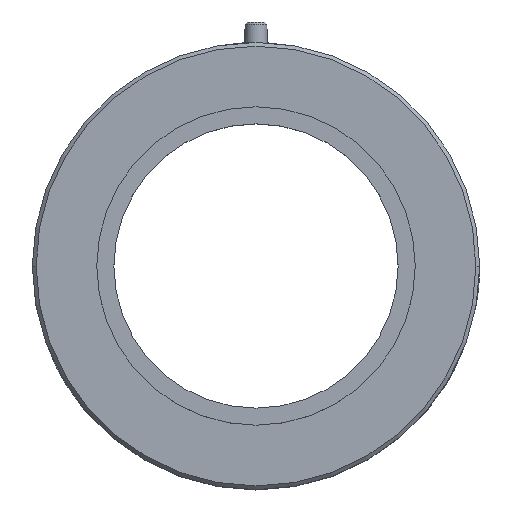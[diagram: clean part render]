
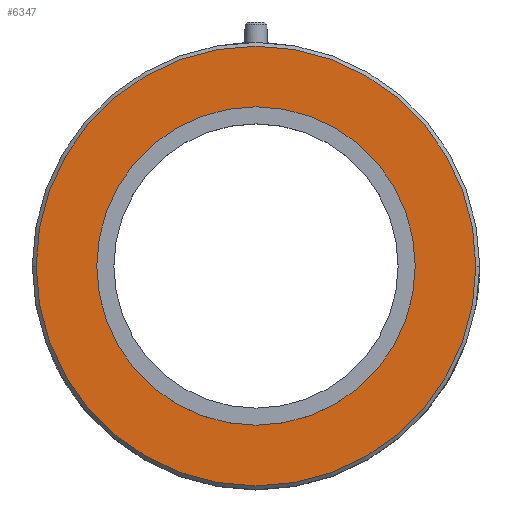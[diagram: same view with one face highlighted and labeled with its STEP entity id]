
A CAD part, top view. The second image highlights one B-rep face of the part: STEP entity #6347.
In plain terms, the highlighted planar face has unit normal (0, 0, 1).
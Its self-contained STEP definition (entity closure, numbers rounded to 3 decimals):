
#289 = CARTESIAN_POINT ( 'NONE',  ( 0., 0., 18.5 ) ) ;
#452 = DIRECTION ( 'NONE',  ( -1., 0., 0. ) ) ;
#969 = DIRECTION ( 'NONE',  ( 0., 0., -1. ) ) ;
#1382 = CARTESIAN_POINT ( 'NONE',  ( 0., 0., 18.5 ) ) ;
#1734 = DIRECTION ( 'NONE',  ( -1., 0., 0. ) ) ;
#1811 = VERTEX_POINT ( 'NONE', #4160 ) ;
#1939 = DIRECTION ( 'NONE',  ( -1., 0., 0. ) ) ;
#2057 = CARTESIAN_POINT ( 'NONE',  ( -20., 0., 18.5 ) ) ;
#2149 = DIRECTION ( 'NONE',  ( 0., 0., 1. ) ) ;
#2195 = VERTEX_POINT ( 'NONE', #11276 ) ;
#2972 = AXIS2_PLACEMENT_3D ( 'NONE', #289, #9369, #3922 ) ;
#3582 = ORIENTED_EDGE ( 'NONE', *, *, #5010, .T. ) ;
#3613 = CARTESIAN_POINT ( 'NONE',  ( 29., 0., 18.5 ) ) ;
#3922 = DIRECTION ( 'NONE',  ( -1., 0., 0. ) ) ;
#4024 = DIRECTION ( 'NONE',  ( 0., 0., 1. ) ) ;
#4160 = CARTESIAN_POINT ( 'NONE',  ( 20., 0., 18.5 ) ) ;
#4350 = CIRCLE ( 'NONE', #6993, 29. ) ;
#4654 = FACE_BOUND ( 'NONE', #10252, .T. ) ;
#4922 = VERTEX_POINT ( 'NONE', #3613 ) ;
#5010 = EDGE_CURVE ( 'NONE', #2195, #4922, #4350, .T. ) ;
#5398 = ORIENTED_EDGE ( 'NONE', *, *, #10661, .T. ) ;
#5465 = CIRCLE ( 'NONE', #9024, 29. ) ;
#5860 = AXIS2_PLACEMENT_3D ( 'NONE', #8432, #969, #1939 ) ;
#6229 = DIRECTION ( 'NONE',  ( 0., 0., 1. ) ) ;
#6347 = ADVANCED_FACE ( 'NONE', ( #4654, #6540 ), #8676, .T. ) ;
#6540 = FACE_OUTER_BOUND ( 'NONE', #11436, .T. ) ;
#6993 = AXIS2_PLACEMENT_3D ( 'NONE', #1382, #2149, #452 ) ;
#7219 = CARTESIAN_POINT ( 'NONE',  ( 0., 0., 18.5 ) ) ;
#7365 = ORIENTED_EDGE ( 'NONE', *, *, #11718, .T. ) ;
#7593 = CIRCLE ( 'NONE', #5860, 20. ) ;
#8214 = CIRCLE ( 'NONE', #2972, 20. ) ;
#8432 = CARTESIAN_POINT ( 'NONE',  ( 0., 0., 18.5 ) ) ;
#8676 = PLANE ( 'NONE',  #10990 ) ;
#9024 = AXIS2_PLACEMENT_3D ( 'NONE', #7219, #6229, #1734 ) ;
#9133 = ORIENTED_EDGE ( 'NONE', *, *, #10405, .T. ) ;
#9369 = DIRECTION ( 'NONE',  ( 0., 0., -1. ) ) ;
#10069 = VERTEX_POINT ( 'NONE', #2057 ) ;
#10252 = EDGE_LOOP ( 'NONE', ( #5398, #7365 ) ) ;
#10405 = EDGE_CURVE ( 'NONE', #4922, #2195, #5465, .T. ) ;
#10436 = DIRECTION ( 'NONE',  ( 1., 0., 0. ) ) ;
#10661 = EDGE_CURVE ( 'NONE', #10069, #1811, #8214, .T. ) ;
#10990 = AXIS2_PLACEMENT_3D ( 'NONE', #11318, #4024, #10436 ) ;
#11276 = CARTESIAN_POINT ( 'NONE',  ( -29., 0., 18.5 ) ) ;
#11318 = CARTESIAN_POINT ( 'NONE',  ( -29.348, -29.348, 18.5 ) ) ;
#11436 = EDGE_LOOP ( 'NONE', ( #3582, #9133 ) ) ;
#11718 = EDGE_CURVE ( 'NONE', #1811, #10069, #7593, .T. ) ;
